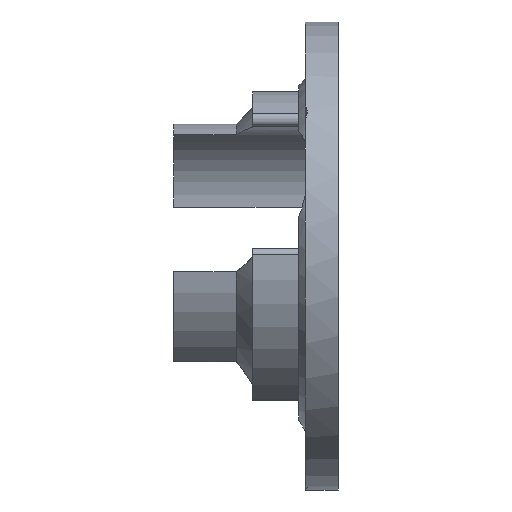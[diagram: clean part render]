
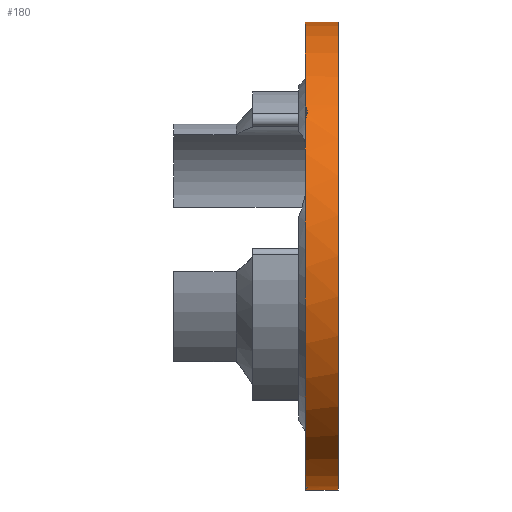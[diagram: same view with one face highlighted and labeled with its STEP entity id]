
A CAD part, left-side view. The second image highlights one B-rep face of the part: STEP entity #180.
In plain terms, the highlighted cylindrical face has radius 35.5 mm (diameter 71 mm), a partial arc.
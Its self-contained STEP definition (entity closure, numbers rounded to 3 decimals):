
#7 = CARTESIAN_POINT ( 'NONE',  ( -6.341, 2.5, -34.929 ) ) ;
#10 = DIRECTION ( 'NONE',  ( 0., 0., 1. ) ) ;
#72 = ORIENTED_EDGE ( 'NONE', *, *, #436, .T. ) ;
#82 = CIRCLE ( 'NONE', #452, 35.5 ) ;
#83 = EDGE_CURVE ( 'NONE', #2785, #924, #82, .T. ) ;
#118 = CARTESIAN_POINT ( 'NONE',  ( -27.079, 2.5, 22.956 ) ) ;
#142 = CARTESIAN_POINT ( 'NONE',  ( -27.079, 2.5, 22.956 ) ) ;
#144 = VERTEX_POINT ( 'NONE', #1370 ) ;
#153 = EDGE_CURVE ( 'NONE', #184, #274, #1820, .T. ) ;
#179 = DIRECTION ( 'NONE',  ( 0., -1., 0. ) ) ;
#180 = ADVANCED_FACE ( 'NONE', ( #1160 ), #2049, .T. ) ;
#184 = VERTEX_POINT ( 'NONE', #1394 ) ;
#226 = VERTEX_POINT ( 'NONE', #1907 ) ;
#274 = VERTEX_POINT ( 'NONE', #1425 ) ;
#284 = LINE ( 'NONE', #763, #1910 ) ;
#350 = B_SPLINE_CURVE_WITH_KNOTS ( 'NONE', 3,
 ( #1876, #957, #1197, #793 ),
 .UNSPECIFIED., .F., .F.,
 ( 4, 4 ),
 ( 0.002, 0.003 ),
 .UNSPECIFIED. ) ;
#387 = VERTEX_POINT ( 'NONE', #825 ) ;
#412 = CARTESIAN_POINT ( 'NONE',  ( 0., 2.5, 35.5 ) ) ;
#436 = EDGE_CURVE ( 'NONE', #2785, #144, #544, .T. ) ;
#452 = AXIS2_PLACEMENT_3D ( 'NONE', #1836, #1174, #2243 ) ;
#493 = EDGE_CURVE ( 'NONE', #184, #1312, #2617, .T. ) ;
#507 = AXIS2_PLACEMENT_3D ( 'NONE', #719, #2493, #10 ) ;
#513 = DIRECTION ( 'NONE',  ( 0., 0., -1. ) ) ;
#544 = B_SPLINE_CURVE_WITH_KNOTS ( 'NONE', 3,
 ( #142, #1937, #2631, #625, #2825, #1509, #1520, #1276 ),
 .UNSPECIFIED., .F., .F.,
 ( 4, 2, 2, 4 ),
 ( 0., 0.001, 0.002, 0.003 ),
 .UNSPECIFIED. ) ;
#551 = CARTESIAN_POINT ( 'NONE',  ( 0., 2.5, 0. ) ) ;
#609 = EDGE_CURVE ( 'NONE', #1977, #387, #1776, .T. ) ;
#625 = CARTESIAN_POINT ( 'NONE',  ( -28.122, 2.25, 21.667 ) ) ;
#660 = ORIENTED_EDGE ( 'NONE', *, *, #493, .T. ) ;
#719 = CARTESIAN_POINT ( 'NONE',  ( 0., 2.5, 0. ) ) ;
#746 = CIRCLE ( 'NONE', #1493, 35.5 ) ;
#755 = EDGE_CURVE ( 'NONE', #924, #226, #284, .T. ) ;
#763 = CARTESIAN_POINT ( 'NONE',  ( 0., 2.5, 35.5 ) ) ;
#772 = ORIENTED_EDGE ( 'NONE', *, *, #83, .F. ) ;
#793 = CARTESIAN_POINT ( 'NONE',  ( -3.533, 2.5, -35.324 ) ) ;
#825 = CARTESIAN_POINT ( 'NONE',  ( -4.454, 2.281, -35.22 ) ) ;
#833 = ORIENTED_EDGE ( 'NONE', *, *, #2350, .F. ) ;
#883 = ORIENTED_EDGE ( 'NONE', *, *, #755, .F. ) ;
#906 = CARTESIAN_POINT ( 'NONE',  ( -5.098, 2.24, -35.133 ) ) ;
#924 = VERTEX_POINT ( 'NONE', #412 ) ;
#925 = CARTESIAN_POINT ( 'NONE',  ( 0., -2.5, -35.5 ) ) ;
#957 = CARTESIAN_POINT ( 'NONE',  ( -4.141, 2.32, -35.259 ) ) ;
#967 = EDGE_LOOP ( 'NONE', ( #883, #772, #72, #833, #1337, #1837, #1397, #660, #2895 ) ) ;
#1108 = DIRECTION ( 'NONE',  ( 0., 1., 0. ) ) ;
#1135 = DIRECTION ( 'NONE',  ( 0., -1., 0. ) ) ;
#1160 = FACE_OUTER_BOUND ( 'NONE', #967, .T. ) ;
#1174 = DIRECTION ( 'NONE',  ( 0., 1., 0. ) ) ;
#1197 = CARTESIAN_POINT ( 'NONE',  ( -3.835, 2.397, -35.294 ) ) ;
#1276 = CARTESIAN_POINT ( 'NONE',  ( -28.825, 2.5, 20.721 ) ) ;
#1305 = VECTOR ( 'NONE', #179, 1000. ) ;
#1309 = AXIS2_PLACEMENT_3D ( 'NONE', #2251, #1108, #2701 ) ;
#1312 = VERTEX_POINT ( 'NONE', #925 ) ;
#1337 = ORIENTED_EDGE ( 'NONE', *, *, #609, .T. ) ;
#1353 = CARTESIAN_POINT ( 'NONE',  ( 0., 2.5, 0. ) ) ;
#1370 = CARTESIAN_POINT ( 'NONE',  ( -28.825, 2.5, 20.721 ) ) ;
#1394 = CARTESIAN_POINT ( 'NONE',  ( 0., 2.5, -35.5 ) ) ;
#1397 = ORIENTED_EDGE ( 'NONE', *, *, #153, .F. ) ;
#1406 = CIRCLE ( 'NONE', #1309, 35.5 ) ;
#1425 = CARTESIAN_POINT ( 'NONE',  ( -3.533, 2.5, -35.324 ) ) ;
#1445 = AXIS2_PLACEMENT_3D ( 'NONE', #1353, #1135, #513 ) ;
#1493 = AXIS2_PLACEMENT_3D ( 'NONE', #551, #2330, #2122 ) ;
#1509 = CARTESIAN_POINT ( 'NONE',  ( -28.553, 2.359, 21.096 ) ) ;
#1520 = CARTESIAN_POINT ( 'NONE',  ( -28.691, 2.422, 20.908 ) ) ;
#1554 = CARTESIAN_POINT ( 'NONE',  ( 0., 2.5, -35.5 ) ) ;
#1584 = CARTESIAN_POINT ( 'NONE',  ( -4.772, 2.241, -35.179 ) ) ;
#1603 = CARTESIAN_POINT ( 'NONE',  ( -5.729, 2.318, -35.036 ) ) ;
#1776 = B_SPLINE_CURVE_WITH_KNOTS ( 'NONE', 3,
 ( #7, #2065, #1603, #906, #1584, #1803 ),
 .UNSPECIFIED., .F., .F.,
 ( 4, 2, 4 ),
 ( 0., 0.001, 0.002 ),
 .UNSPECIFIED. ) ;
#1803 = CARTESIAN_POINT ( 'NONE',  ( -4.454, 2.281, -35.22 ) ) ;
#1820 = CIRCLE ( 'NONE', #507, 35.5 ) ;
#1836 = CARTESIAN_POINT ( 'NONE',  ( 0., 2.5, 0. ) ) ;
#1837 = ORIENTED_EDGE ( 'NONE', *, *, #2239, .T. ) ;
#1876 = CARTESIAN_POINT ( 'NONE',  ( -4.454, 2.281, -35.22 ) ) ;
#1907 = CARTESIAN_POINT ( 'NONE',  ( 0., -2.5, 35.5 ) ) ;
#1910 = VECTOR ( 'NONE', #2363, 1000. ) ;
#1937 = CARTESIAN_POINT ( 'NONE',  ( -27.376, 2.343, 22.605 ) ) ;
#1977 = VERTEX_POINT ( 'NONE', #2415 ) ;
#2049 = CYLINDRICAL_SURFACE ( 'NONE', #1445, 35.5 ) ;
#2065 = CARTESIAN_POINT ( 'NONE',  ( -6.037, 2.395, -34.984 ) ) ;
#2122 = DIRECTION ( 'NONE',  ( 0., 0., 1. ) ) ;
#2239 = EDGE_CURVE ( 'NONE', #387, #274, #350, .T. ) ;
#2243 = DIRECTION ( 'NONE',  ( 0., 0., 1. ) ) ;
#2251 = CARTESIAN_POINT ( 'NONE',  ( 0., -2.5, 0. ) ) ;
#2330 = DIRECTION ( 'NONE',  ( 0., 1., 0. ) ) ;
#2350 = EDGE_CURVE ( 'NONE', #1977, #144, #746, .T. ) ;
#2363 = DIRECTION ( 'NONE',  ( 0., -1., 0. ) ) ;
#2415 = CARTESIAN_POINT ( 'NONE',  ( -6.341, 2.5, -34.929 ) ) ;
#2493 = DIRECTION ( 'NONE',  ( 0., 1., 0. ) ) ;
#2592 = EDGE_CURVE ( 'NONE', #1312, #226, #1406, .T. ) ;
#2617 = LINE ( 'NONE', #1554, #1305 ) ;
#2631 = CARTESIAN_POINT ( 'NONE',  ( -27.674, 2.25, 22.241 ) ) ;
#2701 = DIRECTION ( 'NONE',  ( 0., 0., 1. ) ) ;
#2785 = VERTEX_POINT ( 'NONE', #118 ) ;
#2825 = CARTESIAN_POINT ( 'NONE',  ( -28.269, 2.273, 21.475 ) ) ;
#2895 = ORIENTED_EDGE ( 'NONE', *, *, #2592, .T. ) ;
